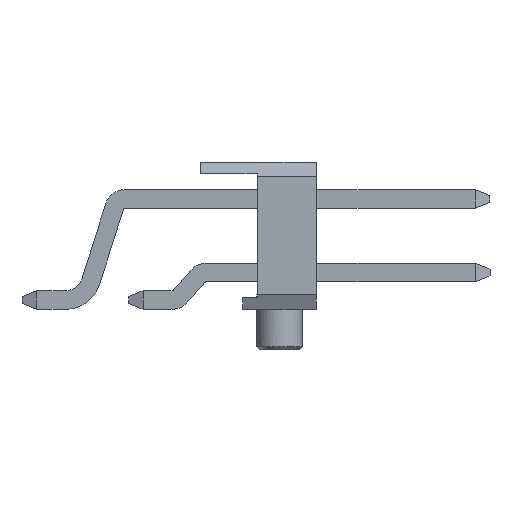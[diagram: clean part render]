
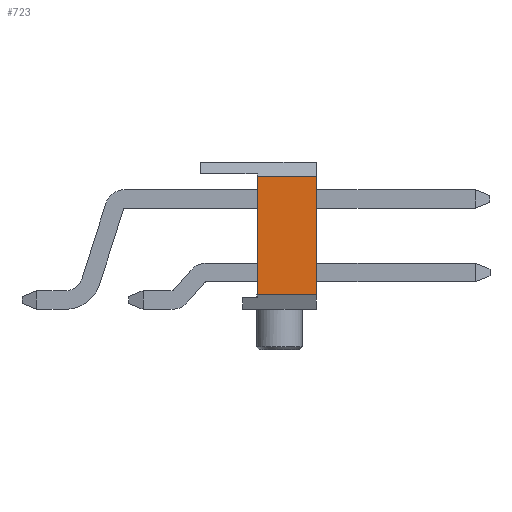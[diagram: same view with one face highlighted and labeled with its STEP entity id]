
A CAD part, left-side view. The second image highlights one B-rep face of the part: STEP entity #723.
In plain terms, the highlighted planar face has unit normal (-1, 0, 0).
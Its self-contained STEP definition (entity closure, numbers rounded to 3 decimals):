
#723 = ADVANCED_FACE( '', ( #1445 ), #1446, .T. );
#1445 = FACE_OUTER_BOUND( '', #2185, .T. );
#1446 = PLANE( '', #2186 );
#2185 = EDGE_LOOP( '', ( #3908, #3909, #3910, #3911 ) );
#2186 = AXIS2_PLACEMENT_3D( '', #3912, #3913, #3914 );
#3908 = ORIENTED_EDGE( '', *, *, #5184, .F. );
#3909 = ORIENTED_EDGE( '', *, *, #4720, .T. );
#3910 = ORIENTED_EDGE( '', *, *, #5185, .F. );
#3911 = ORIENTED_EDGE( '', *, *, #5014, .T. );
#3912 = CARTESIAN_POINT( '', ( -6.35, 0., 0. ) );
#3913 = DIRECTION( '', ( -1., 0., 0. ) );
#3914 = DIRECTION( '', ( 0., 0., 1. ) );
#4720 = EDGE_CURVE( '', #5712, #5710, #5713, .T. );
#5014 = EDGE_CURVE( '', #6129, #6127, #6130, .T. );
#5184 = EDGE_CURVE( '', #5712, #6127, #6340, .T. );
#5185 = EDGE_CURVE( '', #6129, #5710, #6341, .T. );
#5710 = VERTEX_POINT( '', #7053 );
#5712 = VERTEX_POINT( '', #7056 );
#5713 = LINE( '', #7057, #7058 );
#6127 = VERTEX_POINT( '', #7684 );
#6129 = VERTEX_POINT( '', #7687 );
#6130 = LINE( '', #7688, #7689 );
#6340 = LINE( '', #8009, #8010 );
#6341 = LINE( '', #8011, #8012 );
#7053 = CARTESIAN_POINT( '', ( -6.35, 0.77, -2.04 ) );
#7056 = CARTESIAN_POINT( '', ( -6.35, 0.77, 2.04 ) );
#7057 = CARTESIAN_POINT( '', ( -6.35, 0.77, -2.14 ) );
#7058 = VECTOR( '', #8391, 1000. );
#7684 = CARTESIAN_POINT( '', ( -6.35, -1.27, 2.04 ) );
#7687 = CARTESIAN_POINT( '', ( -6.35, -1.27, -2.04 ) );
#7688 = CARTESIAN_POINT( '', ( -6.35, -1.27, -2.54 ) );
#7689 = VECTOR( '', #8623, 1000. );
#8009 = CARTESIAN_POINT( '', ( -6.35, 0., 2.04 ) );
#8010 = VECTOR( '', #8749, 1000. );
#8011 = CARTESIAN_POINT( '', ( -6.35, 0., -2.04 ) );
#8012 = VECTOR( '', #8750, 1000. );
#8391 = DIRECTION( '', ( 0., 0., -1. ) );
#8623 = DIRECTION( '', ( 0., 0., 1. ) );
#8749 = DIRECTION( '', ( 0., -1., 0. ) );
#8750 = DIRECTION( '', ( 0., 1., 0. ) );
